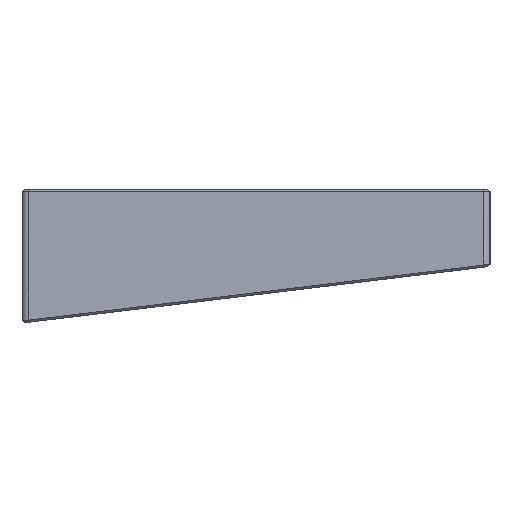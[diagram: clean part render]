
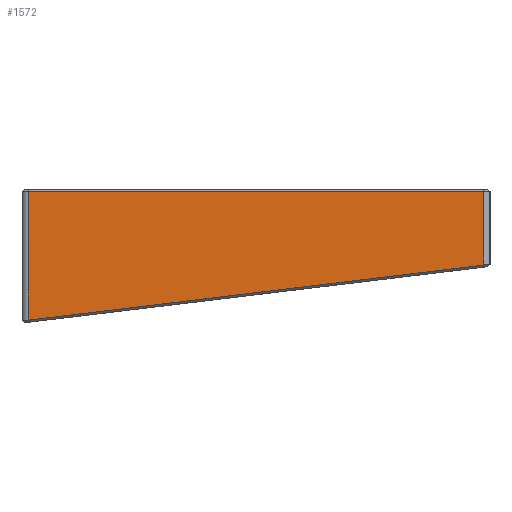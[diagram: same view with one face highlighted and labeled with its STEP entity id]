
A CAD part, left-side view. The second image highlights one B-rep face of the part: STEP entity #1572.
In plain terms, the highlighted planar face has unit normal (-1, 0, 0).
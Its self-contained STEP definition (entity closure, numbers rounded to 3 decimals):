
#24=B_SPLINE_CURVE_WITH_KNOTS('',3,(#2508,#2509,#2510,#2511),
 .UNSPECIFIED.,.F.,.F.,(4,4),(1.531,1.571),
 .UNSPECIFIED.);
#190=FACE_OUTER_BOUND('',#286,.T.);
#286=EDGE_LOOP('',(#1205,#1206,#1207,#1208,#1209));
#427=LINE('',#2487,#573);
#432=LINE('',#2497,#578);
#433=LINE('',#2505,#579);
#434=LINE('',#2507,#580);
#573=VECTOR('',#2007,10.);
#578=VECTOR('',#2016,10.);
#579=VECTOR('',#2019,10.);
#580=VECTOR('',#2020,10.);
#721=VERTEX_POINT('',#2445);
#734=VERTEX_POINT('',#2482);
#737=VERTEX_POINT('',#2496);
#738=VERTEX_POINT('',#2504);
#739=VERTEX_POINT('',#2506);
#909=EDGE_CURVE('',#721,#734,#427,.T.);
#914=EDGE_CURVE('',#734,#737,#432,.T.);
#916=EDGE_CURVE('',#738,#721,#433,.T.);
#917=EDGE_CURVE('',#739,#738,#434,.T.);
#918=EDGE_CURVE('',#737,#739,#24,.T.);
#1205=ORIENTED_EDGE('',*,*,#909,.F.);
#1206=ORIENTED_EDGE('',*,*,#916,.F.);
#1207=ORIENTED_EDGE('',*,*,#917,.F.);
#1208=ORIENTED_EDGE('',*,*,#918,.F.);
#1209=ORIENTED_EDGE('',*,*,#914,.F.);
#1515=PLANE('',#1710);
#1572=ADVANCED_FACE('',(#190),#1515,.F.);
#1710=AXIS2_PLACEMENT_3D('',#2503,#2017,#2018);
#2007=DIRECTION('',(0.,-1.,0.));
#2016=DIRECTION('',(0.,0.,-1.));
#2017=DIRECTION('center_axis',(1.,0.,0.));
#2018=DIRECTION('ref_axis',(0.,0.,-1.));
#2019=DIRECTION('',(0.,0.,1.));
#2020=DIRECTION('',(0.,0.993,-0.12));
#2445=CARTESIAN_POINT('',(-146.85,54.1,29.647));
#2482=CARTESIAN_POINT('',(-146.85,-53.6,29.647));
#2487=CARTESIAN_POINT('',(-146.85,-25.8,29.647));
#2496=CARTESIAN_POINT('',(-146.85,-53.6,12.197));
#2497=CARTESIAN_POINT('',(-146.85,-53.6,10.431));
#2503=CARTESIAN_POINT('Origin',(-146.85,0.,-0.002));
#2504=CARTESIAN_POINT('',(-146.85,54.1,-0.836));
#2505=CARTESIAN_POINT('',(-146.85,54.1,7.536));
#2506=CARTESIAN_POINT('',(-146.85,-53.54,12.19));
#2507=CARTESIAN_POINT('',(-146.85,21.796,3.073));
#2508=CARTESIAN_POINT('Ctrl Pts',(-146.85,-53.6,12.197));
#2509=CARTESIAN_POINT('Ctrl Pts',(-146.85,-53.58,12.194));
#2510=CARTESIAN_POINT('Ctrl Pts',(-146.85,-53.56,12.192));
#2511=CARTESIAN_POINT('Ctrl Pts',(-146.85,-53.54,12.19));
